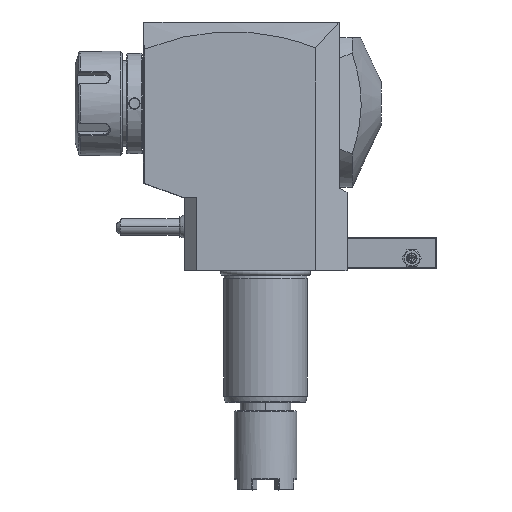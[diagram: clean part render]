
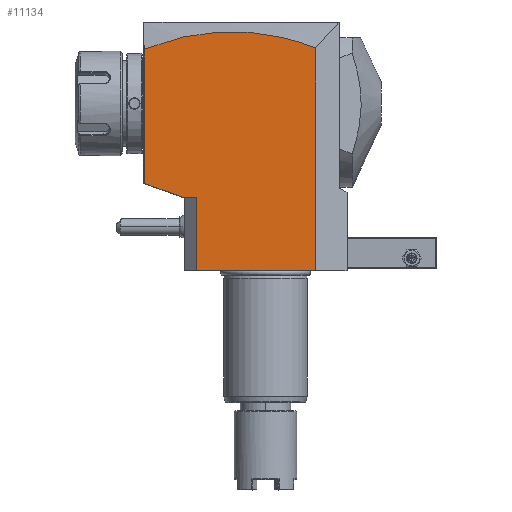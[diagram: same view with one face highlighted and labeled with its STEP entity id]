
A CAD part, top view. The second image highlights one B-rep face of the part: STEP entity #11134.
In plain terms, the highlighted planar face has unit normal (0, 0, 1).
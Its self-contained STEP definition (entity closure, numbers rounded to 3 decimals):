
#29=DIRECTION('',(-1.,0.,0.));
#30=VECTOR('',#29,57.);
#31=CARTESIAN_POINT('',(24.,0.,37.5));
#32=LINE('',#31,#30);
#262=DIRECTION('',(0.,-1.,0.));
#263=VECTOR('',#262,64.359);
#264=CARTESIAN_POINT('',(-57.8,106.092,37.5));
#265=LINE('',#264,#263);
#275=DIRECTION('',(0.94,-0.342,0.));
#276=VECTOR('',#275,19.687);
#277=CARTESIAN_POINT('',(-57.8,41.733,37.5));
#278=LINE('',#277,#276);
#279=CARTESIAN_POINT('',(-57.8,106.092,37.5));
#280=CARTESIAN_POINT('',(-50.998,108.812,37.5));
#281=CARTESIAN_POINT('',(-37.387,112.914,37.5));
#282=CARTESIAN_POINT('',(-16.948,115.059,37.5));
#283=CARTESIAN_POINT('',(3.513,113.192,37.5));
#284=CARTESIAN_POINT('',(17.168,109.259,37.5));
#285=CARTESIAN_POINT('',(24.,106.615,37.5));
#287=DIRECTION('',(0.,-1.,0.));
#288=VECTOR('',#287,106.615);
#289=CARTESIAN_POINT('',(24.,106.615,37.5));
#290=LINE('',#289,#288);
#291=DIRECTION('',(1.,0.,0.));
#292=VECTOR('',#291,6.3);
#293=CARTESIAN_POINT('',(-39.3,35.,37.5));
#294=LINE('',#293,#292);
#303=DIRECTION('',(0.,-1.,0.));
#304=VECTOR('',#303,35.);
#305=CARTESIAN_POINT('',(-33.,35.,37.5));
#306=LINE('',#305,#304);
#10266=VERTEX_POINT('',#279);
#10267=VERTEX_POINT('',#285);
#10282=CARTESIAN_POINT('',(-33.,35.,37.5));
#10283=VERTEX_POINT('',#10282);
#10579=CARTESIAN_POINT('',(24.,0.,37.5));
#10581=VERTEX_POINT('',#10579);
#10582=CARTESIAN_POINT('',(-33.,0.,37.5));
#10583=VERTEX_POINT('',#10582);
#10598=CARTESIAN_POINT('',(-57.8,41.733,37.5));
#10599=CARTESIAN_POINT('',(-39.3,35.,37.5));
#10600=VERTEX_POINT('',#10598);
#10601=VERTEX_POINT('',#10599);
#11116=CARTESIAN_POINT('',(-39.202,35.,37.5));
#11117=DIRECTION('',(0.,0.,1.));
#11118=DIRECTION('',(1.,0.,0.));
#11119=AXIS2_PLACEMENT_3D('',#11116,#11117,#11118);
#11120=PLANE('',#11119);
#11122=ORIENTED_EDGE('',*,*,#11121,.F.);
#11124=ORIENTED_EDGE('',*,*,#11123,.F.);
#11125=ORIENTED_EDGE('',*,*,#11106,.F.);
#11127=ORIENTED_EDGE('',*,*,#11126,.T.);
#11128=ORIENTED_EDGE('',*,*,#10876,.T.);
#11129=ORIENTED_EDGE('',*,*,#10851,.T.);
#11131=ORIENTED_EDGE('',*,*,#11130,.F.);
#11132=EDGE_LOOP('',(#11122,#11124,#11125,#11127,#11128,#11129,#11131));
#11133=FACE_OUTER_BOUND('',#11132,.F.);
#286=B_SPLINE_CURVE_WITH_KNOTS('',3,(#279,#280,#281,#282,#283,#284,#285),
.UNSPECIFIED.,.F.,.F.,(4,1,1,1,4),(0.,0.25,0.5,0.75,1.),
.UNSPECIFIED.);
#10851=EDGE_CURVE('',#10581,#10583,#32,.T.);
#10876=EDGE_CURVE('',#10267,#10581,#290,.T.);
#11106=EDGE_CURVE('',#10266,#10600,#265,.T.);
#11121=EDGE_CURVE('',#10601,#10283,#294,.T.);
#11123=EDGE_CURVE('',#10600,#10601,#278,.T.);
#11126=EDGE_CURVE('',#10266,#10267,#286,.T.);
#11130=EDGE_CURVE('',#10283,#10583,#306,.T.);
#11134=ADVANCED_FACE('',(#11133),#11120,.T.);
